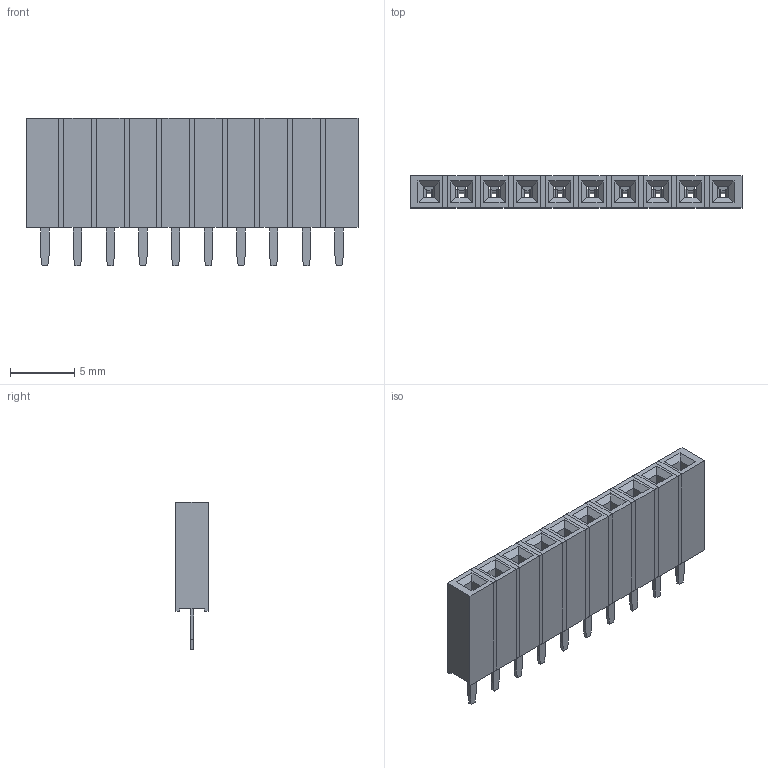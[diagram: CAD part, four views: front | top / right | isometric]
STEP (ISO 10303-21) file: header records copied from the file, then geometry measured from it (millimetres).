
FILE_DESCRIPTION(/* description */ (''),/* implementation_level */ '2;1');
FILE_NAME(/* name */ 'M20-7821042.step',/* time_stamp */ '2022-09-20T16:57:05+01:00',/* author */ (''),/* organization */ (''),/* preprocessor_version */ 'ST-DEVELOPER v19',/* originating_system */ 'Autodesk Translation Framework v11.7.0.108',/* authorisation */ '');
FILE_SCHEMA (('AUTOMOTIVE_DESIGN { 1 0 10303 214 3 1 1 }'));
Length unit declared in the file: millimetre
Products named in the file (2): HARWIN M20-782xx42; M20-78204_MOULD
Assembly tree (10 placements, depth 2):
  HARWIN M20-782xx42
    M20-78204_MOULD  x10
Bounding box: 25.8 x 2.5 x 11.5 mm (x, y, z)
Volume: 477.6 mm3; surface area: 1782.8 mm2
Topology: 10 solids, 10 shells, 1100 faces, 3010 edges, 1920 vertices
Faces by surface type: plane 880, cylinder 220
Entity records: 3609 total; most frequent: CARTESIAN_POINT 615, ORIENTED_EDGE 602, DIRECTION 589, EDGE_CURVE 301, LINE 257, VECTOR 257, VERTEX_POINT 192, AXIS2_PLACEMENT_3D 166
